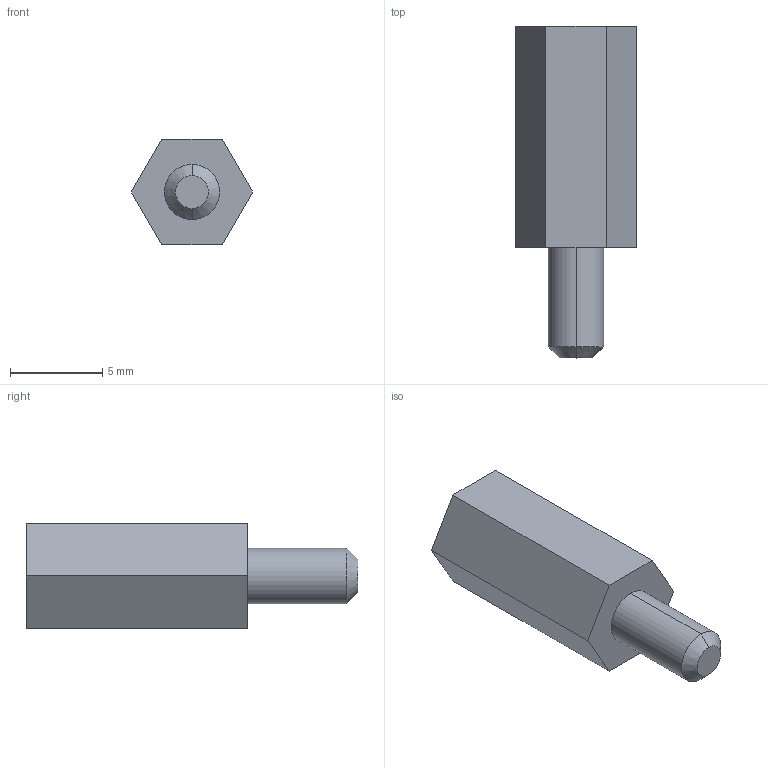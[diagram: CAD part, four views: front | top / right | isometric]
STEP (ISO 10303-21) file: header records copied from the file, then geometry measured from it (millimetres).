
FILE_DESCRIPTION (( 'STEP AP214' ), '1' );
FILE_NAME ('Standoff M3 x M3 - 5.7mm x h12mm.STEP', '2020-08-24T00:34:20', ( '' ), ( '' ), 'SwSTEP 2.0', 'SolidWorks 2018', '' );
FILE_SCHEMA (( 'AUTOMOTIVE_DESIGN' ));
Length unit declared in the file: millimetre
Products named in the file (1): Standoff M3 x M3 - 5.7mm x h12mm
Bounding box: 6.58 x 18 x 5.7 mm (x, y, z)
Volume: 343 mm3; surface area: 401.8 mm2
Topology: 1 solids, 1 shells, 17 faces, 38 edges, 23 vertices
Faces by surface type: plane 9, cone 4, cylinder 4
Entity records: 490 total; most frequent: DIRECTION 82, CARTESIAN_POINT 77, ORIENTED_EDGE 72, EDGE_CURVE 36, AXIS2_PLACEMENT_3D 28, VECTOR 26, LINE 26, VERTEX_POINT 23
